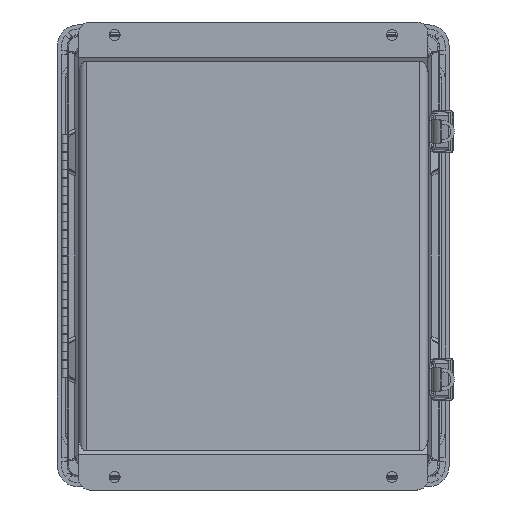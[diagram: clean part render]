
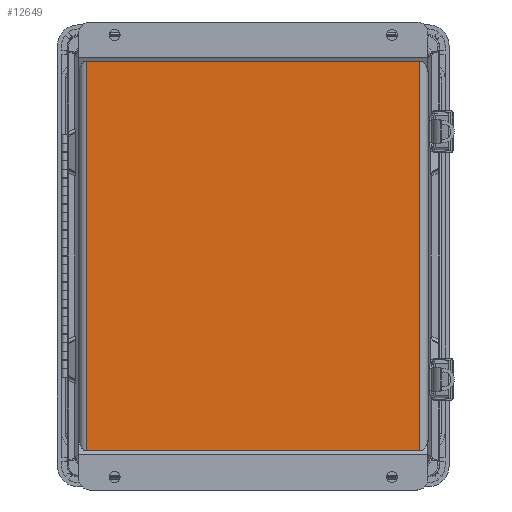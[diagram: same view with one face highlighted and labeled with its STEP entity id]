
A CAD part, front view. The second image highlights one B-rep face of the part: STEP entity #12649.
In plain terms, the highlighted planar face has unit normal (0, -1, 0).
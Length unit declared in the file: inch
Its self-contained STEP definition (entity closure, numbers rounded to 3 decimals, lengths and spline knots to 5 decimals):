
#724 = ORIENTED_EDGE ( 'NONE', *, *, #41585, .T. ) ;
#2264 = VERTEX_POINT ( 'NONE', #22463 ) ;
#3975 = VECTOR ( 'NONE', #9769, 39.37008 ) ;
#4639 = CARTESIAN_POINT ( 'NONE',  ( 5.11811, 0.05906, -1.12591 ) ) ;
#5406 = DIRECTION ( 'NONE',  ( -1., 0., 0. ) ) ;
#5765 = EDGE_CURVE ( 'NONE', #10239, #12772, #20137, .T. ) ;
#7915 = DIRECTION ( 'NONE',  ( 0., 0., 1. ) ) ;
#9769 = DIRECTION ( 'NONE',  ( 0., 0., 1. ) ) ;
#10239 = VERTEX_POINT ( 'NONE', #32282 ) ;
#10714 = CARTESIAN_POINT ( 'NONE',  ( 4.80523, 0.05906, -1.12591 ) ) ;
#11952 = CARTESIAN_POINT ( 'NONE',  ( 5.11811, 0.05906, -12.37803 ) ) ;
#12588 = LINE ( 'NONE', #42195, #3975 ) ;
#12649 = ADVANCED_FACE ( 'NONE', ( #16675 ), #17457, .F. ) ;
#12745 = VECTOR ( 'NONE', #13993, 39.37008 ) ;
#12772 = VERTEX_POINT ( 'NONE', #21082 ) ;
#12886 = AXIS2_PLACEMENT_3D ( 'NONE', #4639, #27424, #7915 ) ;
#13008 = ORIENTED_EDGE ( 'NONE', *, *, #41540, .T. ) ;
#13993 = DIRECTION ( 'NONE',  ( 0., 0., 1. ) ) ;
#15274 = DIRECTION ( 'NONE',  ( -1., 0., 0. ) ) ;
#16675 = FACE_OUTER_BOUND ( 'NONE', #19522, .T. ) ;
#17457 = PLANE ( 'NONE',  #12886 ) ;
#19078 = VECTOR ( 'NONE', #15274, 39.37008 ) ;
#19522 = EDGE_LOOP ( 'NONE', ( #24343, #28368, #13008, #724 ) ) ;
#20137 = LINE ( 'NONE', #11952, #19078 ) ;
#21082 = CARTESIAN_POINT ( 'NONE',  ( -4.80523, 0.05906, -12.37803 ) ) ;
#22463 = CARTESIAN_POINT ( 'NONE',  ( 4.80523, 0.05906, -1.12591 ) ) ;
#24343 = ORIENTED_EDGE ( 'NONE', *, *, #35139, .F. ) ;
#24565 = VERTEX_POINT ( 'NONE', #31526 ) ;
#24921 = CARTESIAN_POINT ( 'NONE',  ( 5.11811, 0.05906, -1.12591 ) ) ;
#27092 = VECTOR ( 'NONE', #5406, 39.37008 ) ;
#27424 = DIRECTION ( 'NONE',  ( 0., 1., 0. ) ) ;
#28368 = ORIENTED_EDGE ( 'NONE', *, *, #5765, .F. ) ;
#31526 = CARTESIAN_POINT ( 'NONE',  ( -4.80523, 0.05906, -1.12591 ) ) ;
#32282 = CARTESIAN_POINT ( 'NONE',  ( 4.80523, 0.05906, -12.37803 ) ) ;
#35139 = EDGE_CURVE ( 'NONE', #12772, #24565, #12588, .T. ) ;
#35666 = LINE ( 'NONE', #24921, #27092 ) ;
#38746 = LINE ( 'NONE', #10714, #12745 ) ;
#41540 = EDGE_CURVE ( 'NONE', #10239, #2264, #38746, .T. ) ;
#41585 = EDGE_CURVE ( 'NONE', #2264, #24565, #35666, .T. ) ;
#42195 = CARTESIAN_POINT ( 'NONE',  ( -4.80523, 0.05906, -1.12591 ) ) ;
